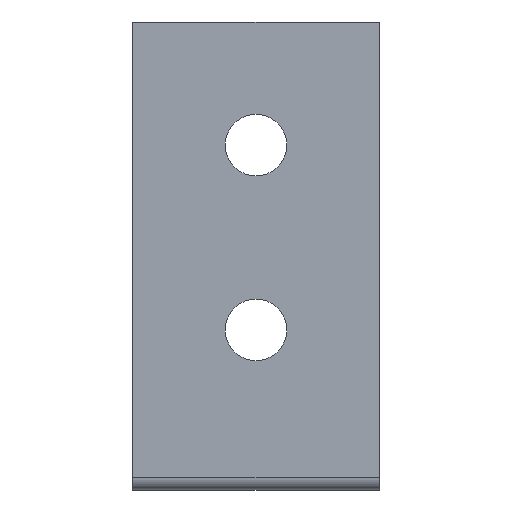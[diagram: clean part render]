
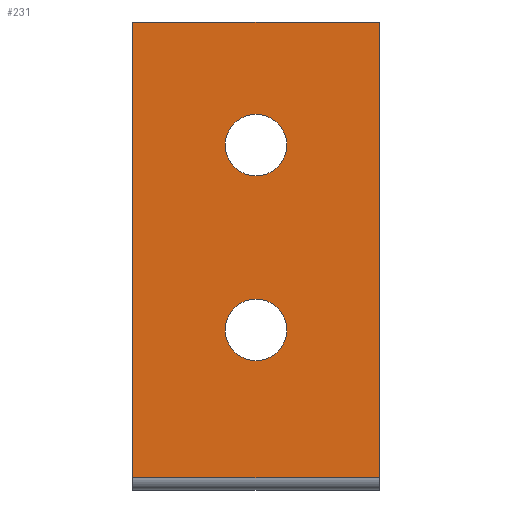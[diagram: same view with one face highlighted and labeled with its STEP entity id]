
A CAD part, left-side view. The second image highlights one B-rep face of the part: STEP entity #231.
In plain terms, the highlighted planar face has unit normal (-1, 0, 0).
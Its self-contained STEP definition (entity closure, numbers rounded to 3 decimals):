
#2 = VECTOR ( 'NONE', #171, 1000. ) ;
#10 = EDGE_LOOP ( 'NONE', ( #367, #136, #24, #211 ) ) ;
#22 = EDGE_CURVE ( 'NONE', #477, #386, #83, .T. ) ;
#24 = ORIENTED_EDGE ( 'NONE', *, *, #275, .F. ) ;
#25 = CARTESIAN_POINT ( 'NONE',  ( -17.5, 10., 3. ) ) ;
#36 = VERTEX_POINT ( 'NONE', #257 ) ;
#71 = CARTESIAN_POINT ( 'NONE',  ( -17.5, 0., 28. ) ) ;
#72 = CIRCLE ( 'NONE', #399, 2.5 ) ;
#83 = CIRCLE ( 'NONE', #493, 2.5 ) ;
#85 = DIRECTION ( 'NONE',  ( 0., 1., 0. ) ) ;
#87 = EDGE_CURVE ( 'NONE', #325, #552, #327, .T. ) ;
#93 = VECTOR ( 'NONE', #191, 1000. ) ;
#105 = CARTESIAN_POINT ( 'NONE',  ( -17.5, -10., 1. ) ) ;
#110 = CARTESIAN_POINT ( 'NONE',  ( -17.5, 2.5, 13. ) ) ;
#113 = DIRECTION ( 'NONE',  ( 0., 1., 0. ) ) ;
#118 = ORIENTED_EDGE ( 'NONE', *, *, #22, .T. ) ;
#127 = ORIENTED_EDGE ( 'NONE', *, *, #534, .T. ) ;
#136 = ORIENTED_EDGE ( 'NONE', *, *, #87, .T. ) ;
#141 = EDGE_CURVE ( 'NONE', #394, #36, #72, .T. ) ;
#147 = VECTOR ( 'NONE', #553, 1000. ) ;
#159 = AXIS2_PLACEMENT_3D ( 'NONE', #71, #242, #163 ) ;
#163 = DIRECTION ( 'NONE',  ( 0., 1., 0. ) ) ;
#168 = FACE_OUTER_BOUND ( 'NONE', #10, .T. ) ;
#171 = DIRECTION ( 'NONE',  ( 0., -1., 0. ) ) ;
#174 = CARTESIAN_POINT ( 'NONE',  ( -17.5, -10., 38. ) ) ;
#186 = VECTOR ( 'NONE', #520, 1000. ) ;
#187 = CARTESIAN_POINT ( 'NONE',  ( -17.5, 10., 3. ) ) ;
#191 = DIRECTION ( 'NONE',  ( 0., -1., 0. ) ) ;
#201 = LINE ( 'NONE', #481, #186 ) ;
#209 = LINE ( 'NONE', #579, #2 ) ;
#210 = AXIS2_PLACEMENT_3D ( 'NONE', #25, #297, #85 ) ;
#211 = ORIENTED_EDGE ( 'NONE', *, *, #465, .F. ) ;
#216 = ORIENTED_EDGE ( 'NONE', *, *, #141, .T. ) ;
#228 = CARTESIAN_POINT ( 'NONE',  ( -17.5, 0., 13. ) ) ;
#231 = ADVANCED_FACE ( 'NONE', ( #430, #476, #168 ), #576, .F. ) ;
#242 = DIRECTION ( 'NONE',  ( 1., 0., 0. ) ) ;
#254 = DIRECTION ( 'NONE',  ( 0., 1., 0. ) ) ;
#257 = CARTESIAN_POINT ( 'NONE',  ( -17.5, -2.5, 28. ) ) ;
#264 = CARTESIAN_POINT ( 'NONE',  ( -17.5, 2.5, 28. ) ) ;
#267 = CARTESIAN_POINT ( 'NONE',  ( -17.5, 0., 28. ) ) ;
#269 = EDGE_CURVE ( 'NONE', #36, #394, #578, .T. ) ;
#275 = EDGE_CURVE ( 'NONE', #388, #552, #201, .T. ) ;
#291 = AXIS2_PLACEMENT_3D ( 'NONE', #228, #467, #375 ) ;
#297 = DIRECTION ( 'NONE',  ( 1., 0., 0. ) ) ;
#307 = CARTESIAN_POINT ( 'NONE',  ( -17.5, -2.5, 13. ) ) ;
#325 = VERTEX_POINT ( 'NONE', #443 ) ;
#327 = LINE ( 'NONE', #513, #93 ) ;
#331 = LINE ( 'NONE', #187, #147 ) ;
#342 = ORIENTED_EDGE ( 'NONE', *, *, #269, .T. ) ;
#361 = EDGE_LOOP ( 'NONE', ( #118, #127 ) ) ;
#367 = ORIENTED_EDGE ( 'NONE', *, *, #482, .T. ) ;
#375 = DIRECTION ( 'NONE',  ( 0., 1., 0. ) ) ;
#386 = VERTEX_POINT ( 'NONE', #307 ) ;
#388 = VERTEX_POINT ( 'NONE', #174 ) ;
#390 = CIRCLE ( 'NONE', #291, 2.5 ) ;
#394 = VERTEX_POINT ( 'NONE', #264 ) ;
#399 = AXIS2_PLACEMENT_3D ( 'NONE', #267, #457, #113 ) ;
#430 = FACE_BOUND ( 'NONE', #523, .T. ) ;
#441 = DIRECTION ( 'NONE',  ( 1., 0., 0. ) ) ;
#443 = CARTESIAN_POINT ( 'NONE',  ( -17.5, 10., 1. ) ) ;
#448 = CARTESIAN_POINT ( 'NONE',  ( -17.5, 0., 13. ) ) ;
#457 = DIRECTION ( 'NONE',  ( 1., 0., 0. ) ) ;
#465 = EDGE_CURVE ( 'NONE', #555, #388, #209, .T. ) ;
#467 = DIRECTION ( 'NONE',  ( 1., 0., 0. ) ) ;
#476 = FACE_BOUND ( 'NONE', #361, .T. ) ;
#477 = VERTEX_POINT ( 'NONE', #110 ) ;
#481 = CARTESIAN_POINT ( 'NONE',  ( -17.5, -10., 3. ) ) ;
#482 = EDGE_CURVE ( 'NONE', #555, #325, #331, .T. ) ;
#493 = AXIS2_PLACEMENT_3D ( 'NONE', #448, #441, #254 ) ;
#513 = CARTESIAN_POINT ( 'NONE',  ( -17.5, 10., 1. ) ) ;
#520 = DIRECTION ( 'NONE',  ( 0., 0., -1. ) ) ;
#523 = EDGE_LOOP ( 'NONE', ( #216, #342 ) ) ;
#534 = EDGE_CURVE ( 'NONE', #386, #477, #390, .T. ) ;
#552 = VERTEX_POINT ( 'NONE', #105 ) ;
#553 = DIRECTION ( 'NONE',  ( 0., 0., -1. ) ) ;
#555 = VERTEX_POINT ( 'NONE', #556 ) ;
#556 = CARTESIAN_POINT ( 'NONE',  ( -17.5, 10., 38. ) ) ;
#576 = PLANE ( 'NONE',  #210 ) ;
#578 = CIRCLE ( 'NONE', #159, 2.5 ) ;
#579 = CARTESIAN_POINT ( 'NONE',  ( -17.5, 10., 38. ) ) ;
